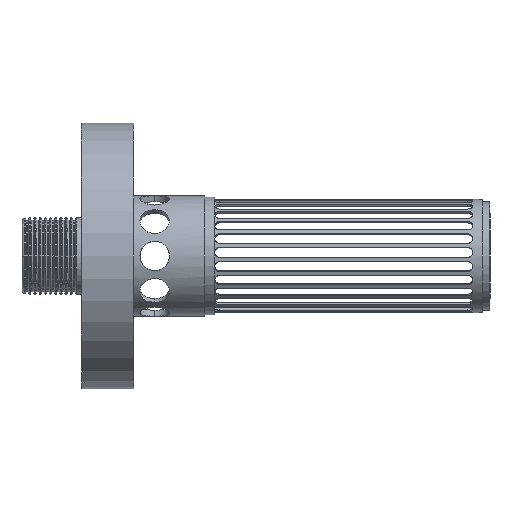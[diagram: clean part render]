
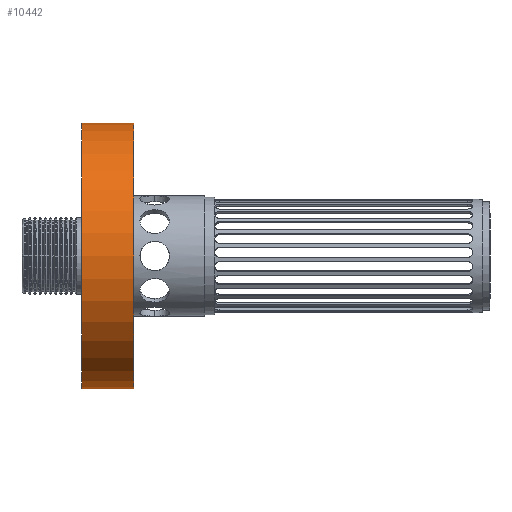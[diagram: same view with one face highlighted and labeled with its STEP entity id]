
A CAD part, front view. The second image highlights one B-rep face of the part: STEP entity #10442.
In plain terms, the highlighted cylindrical face has radius 27 mm (diameter 54 mm), a partial arc.
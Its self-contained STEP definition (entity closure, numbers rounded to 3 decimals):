
#20 = DIRECTION ( 'NONE',  ( 1., 0., 0. ) ) ;
#1342 = CARTESIAN_POINT ( 'NONE',  ( -14.612, 50.701, 51. ) ) ;
#1753 = LINE ( 'NONE', #6122, #19745 ) ;
#1779 = AXIS2_PLACEMENT_3D ( 'NONE', #7394, #4488, #7598 ) ;
#2648 = CARTESIAN_POINT ( 'NONE',  ( -4.112, 50.701, 78. ) ) ;
#3253 = DIRECTION ( 'NONE',  ( -1., 0., 0. ) ) ;
#3285 = CYLINDRICAL_SURFACE ( 'NONE', #8864, 27. ) ;
#3868 = CIRCLE ( 'NONE', #6393, 27. ) ;
#4016 = CARTESIAN_POINT ( 'NONE',  ( -14.612, 50.701, 24. ) ) ;
#4488 = DIRECTION ( 'NONE',  ( -1., 0., 0. ) ) ;
#4750 = EDGE_LOOP ( 'NONE', ( #16188, #12612, #5597, #18833 ) ) ;
#5218 = EDGE_CURVE ( 'NONE', #14060, #10032, #1753, .T. ) ;
#5544 = EDGE_CURVE ( 'NONE', #10032, #9823, #3868, .T. ) ;
#5597 = ORIENTED_EDGE ( 'NONE', *, *, #5218, .T. ) ;
#5712 = EDGE_CURVE ( 'NONE', #14921, #9823, #13368, .T. ) ;
#5798 = DIRECTION ( 'NONE',  ( -1., 0., 0. ) ) ;
#6122 = CARTESIAN_POINT ( 'NONE',  ( -14.612, 50.701, 78. ) ) ;
#6393 = AXIS2_PLACEMENT_3D ( 'NONE', #1342, #20, #12179 ) ;
#7394 = CARTESIAN_POINT ( 'NONE',  ( -4.112, 50.701, 51. ) ) ;
#7598 = DIRECTION ( 'NONE',  ( 0., 0., 1. ) ) ;
#8864 = AXIS2_PLACEMENT_3D ( 'NONE', #12536, #19041, #17260 ) ;
#9057 = FACE_OUTER_BOUND ( 'NONE', #4750, .T. ) ;
#9823 = VERTEX_POINT ( 'NONE', #13436 ) ;
#10032 = VERTEX_POINT ( 'NONE', #12578 ) ;
#10358 = CIRCLE ( 'NONE', #1779, 27. ) ;
#10442 = ADVANCED_FACE ( 'NONE', ( #9057 ), #3285, .T. ) ;
#12042 = EDGE_CURVE ( 'NONE', #14921, #14060, #10358, .T. ) ;
#12174 = CARTESIAN_POINT ( 'NONE',  ( -4.112, 50.701, 24. ) ) ;
#12179 = DIRECTION ( 'NONE',  ( 0., 0., 1. ) ) ;
#12536 = CARTESIAN_POINT ( 'NONE',  ( -14.612, 50.701, 51. ) ) ;
#12578 = CARTESIAN_POINT ( 'NONE',  ( -14.612, 50.701, 78. ) ) ;
#12612 = ORIENTED_EDGE ( 'NONE', *, *, #12042, .T. ) ;
#13368 = LINE ( 'NONE', #4016, #16259 ) ;
#13436 = CARTESIAN_POINT ( 'NONE',  ( -14.612, 50.701, 24. ) ) ;
#14060 = VERTEX_POINT ( 'NONE', #2648 ) ;
#14921 = VERTEX_POINT ( 'NONE', #12174 ) ;
#16188 = ORIENTED_EDGE ( 'NONE', *, *, #5712, .F. ) ;
#16259 = VECTOR ( 'NONE', #5798, 1000. ) ;
#17260 = DIRECTION ( 'NONE',  ( 0., 0., 1. ) ) ;
#18833 = ORIENTED_EDGE ( 'NONE', *, *, #5544, .T. ) ;
#19041 = DIRECTION ( 'NONE',  ( -1., 0., 0. ) ) ;
#19745 = VECTOR ( 'NONE', #3253, 1000. ) ;
